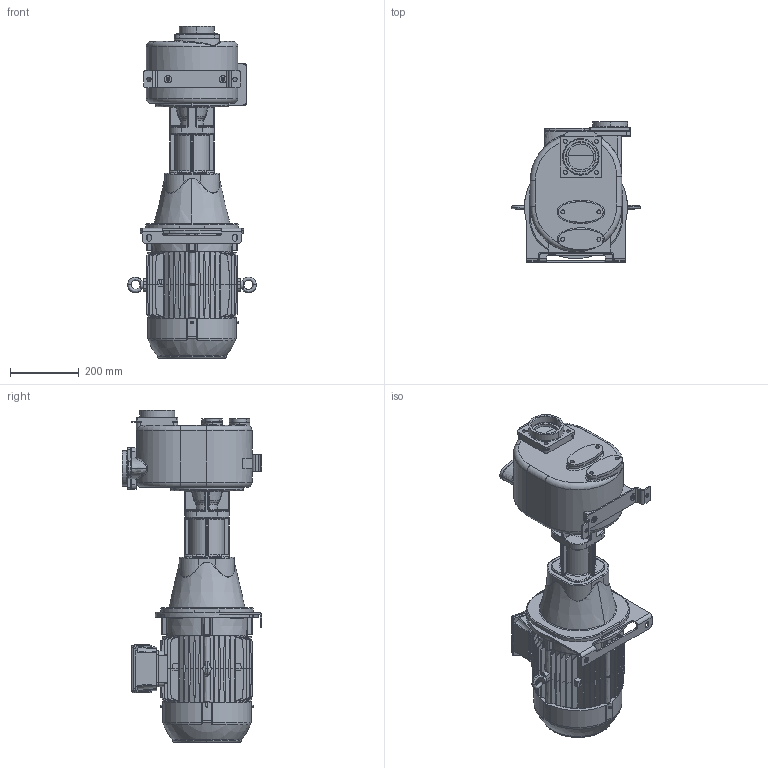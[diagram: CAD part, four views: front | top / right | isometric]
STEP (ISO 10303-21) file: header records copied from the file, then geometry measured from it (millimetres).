
FILE_DESCRIPTION((''),'2;1');
FILE_NAME('S_83_BBT','2020-06-04T15:19:49',('Nicola'),(''),'CREO PARAMETRIC BY PTC INC, 2019471','CREO PARAMETRIC BY PTC INC, 2019471','');
FILE_SCHEMA(('CONFIG_CONTROL_DESIGN'));
Products named in the file (1): S_83_BBT
Bounding box: 373.96 x 407 x 965.2 mm (x, y, z)
Volume: 41404173.2 mm3; surface area: 1455411.6 mm2
Topology: 4 solids, 4 shells, 2896 faces, 7132 edges, 4524 vertices
Faces by surface type: plane 2073, cylinder 378, bspline 174, cone 150, torus 108, sphere 7, extrusion 6
Entity records: 103585 total; most frequent: CARTESIAN_POINT 37005, ORIENTED_EDGE 14240, DIRECTION 12646, EDGE_CURVE 7120, VECTOR 4810, LINE 4804, VERTEX_POINT 4524, AXIS2_PLACEMENT_3D 3918
